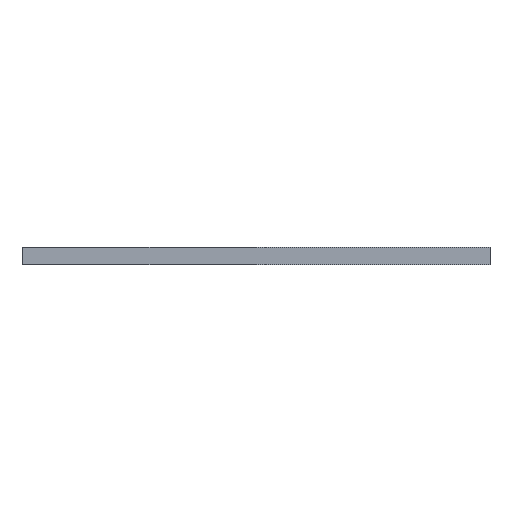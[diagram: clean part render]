
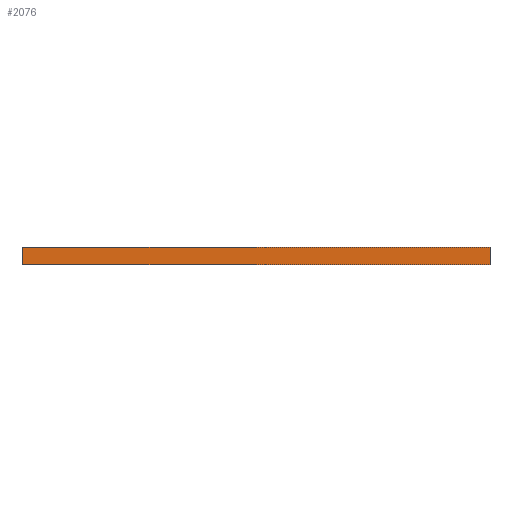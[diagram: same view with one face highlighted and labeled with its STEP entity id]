
A CAD part, left-side view. The second image highlights one B-rep face of the part: STEP entity #2076.
In plain terms, the highlighted planar face has unit normal (-1, 0, 0).
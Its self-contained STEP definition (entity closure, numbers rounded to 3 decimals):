
#225 = CARTESIAN_POINT ( 'NONE',  ( -22.4, -22.875, -0.85 ) ) ;
#290 = DIRECTION ( 'NONE',  ( 0., 0., -1. ) ) ;
#297 = CARTESIAN_POINT ( 'NONE',  ( -22.4, -22.875, 0.85 ) ) ;
#816 = VERTEX_POINT ( 'NONE', #8931 ) ;
#873 = CARTESIAN_POINT ( 'NONE',  ( -22.4, 22.875, 0.85 ) ) ;
#1697 = EDGE_CURVE ( 'NONE', #816, #5589, #2102, .T. ) ;
#1893 = CARTESIAN_POINT ( 'NONE',  ( -22.4, -22.875, 0.85 ) ) ;
#1970 = LINE ( 'NONE', #7341, #7407 ) ;
#2076 = ADVANCED_FACE ( 'NONE', ( #6189 ), #8761, .T. ) ;
#2102 = LINE ( 'NONE', #873, #3649 ) ;
#2359 = LINE ( 'NONE', #297, #6120 ) ;
#2360 = DIRECTION ( 'NONE',  ( 0., 0., 1. ) ) ;
#2461 = ORIENTED_EDGE ( 'NONE', *, *, #3318, .F. ) ;
#3202 = ORIENTED_EDGE ( 'NONE', *, *, #1697, .T. ) ;
#3318 = EDGE_CURVE ( 'NONE', #8508, #5589, #5146, .T. ) ;
#3600 = DIRECTION ( 'NONE',  ( 0., 0., -1. ) ) ;
#3649 = VECTOR ( 'NONE', #3600, 1000. ) ;
#4114 = EDGE_LOOP ( 'NONE', ( #2461, #4400, #4506, #3202 ) ) ;
#4400 = ORIENTED_EDGE ( 'NONE', *, *, #6235, .F. ) ;
#4486 = DIRECTION ( 'NONE',  ( -1., 0., 0. ) ) ;
#4506 = ORIENTED_EDGE ( 'NONE', *, *, #4826, .T. ) ;
#4826 = EDGE_CURVE ( 'NONE', #7066, #816, #2359, .T. ) ;
#4852 = DIRECTION ( 'NONE',  ( 0., 1., 0. ) ) ;
#5146 = LINE ( 'NONE', #8357, #6812 ) ;
#5277 = DIRECTION ( 'NONE',  ( 0., 1., 0. ) ) ;
#5584 = CARTESIAN_POINT ( 'NONE',  ( -22.4, 22.875, -0.85 ) ) ;
#5589 = VERTEX_POINT ( 'NONE', #5584 ) ;
#6120 = VECTOR ( 'NONE', #5277, 1000. ) ;
#6189 = FACE_OUTER_BOUND ( 'NONE', #4114, .T. ) ;
#6235 = EDGE_CURVE ( 'NONE', #7066, #8508, #1970, .T. ) ;
#6528 = CARTESIAN_POINT ( 'NONE',  ( -22.4, -22.875, 0.85 ) ) ;
#6725 = AXIS2_PLACEMENT_3D ( 'NONE', #6528, #4486, #2360 ) ;
#6812 = VECTOR ( 'NONE', #4852, 1000. ) ;
#7066 = VERTEX_POINT ( 'NONE', #1893 ) ;
#7341 = CARTESIAN_POINT ( 'NONE',  ( -22.4, -22.875, 0.85 ) ) ;
#7407 = VECTOR ( 'NONE', #290, 1000. ) ;
#8357 = CARTESIAN_POINT ( 'NONE',  ( -22.4, -22.875, -0.85 ) ) ;
#8508 = VERTEX_POINT ( 'NONE', #225 ) ;
#8761 = PLANE ( 'NONE',  #6725 ) ;
#8931 = CARTESIAN_POINT ( 'NONE',  ( -22.4, 22.875, 0.85 ) ) ;
